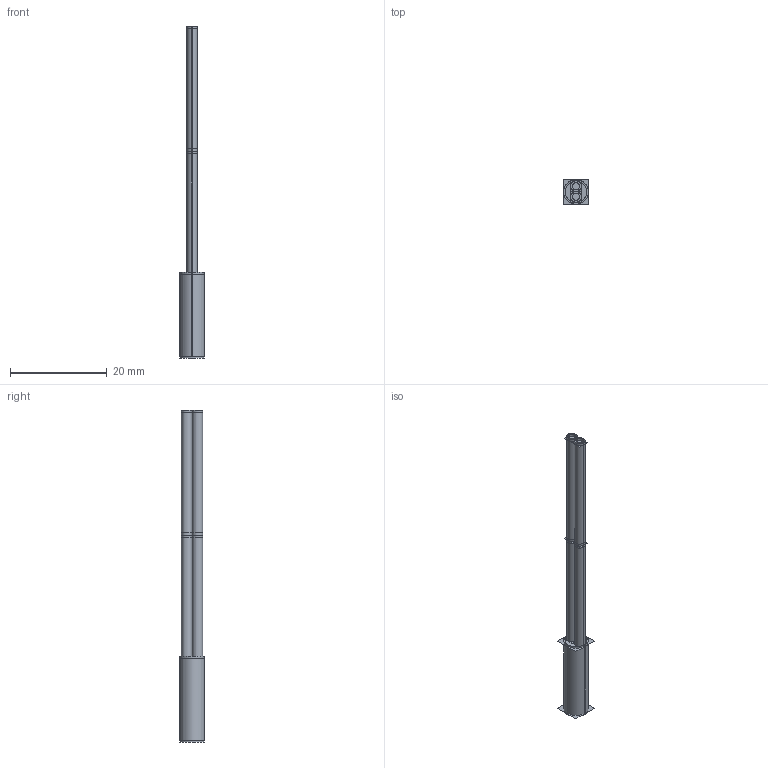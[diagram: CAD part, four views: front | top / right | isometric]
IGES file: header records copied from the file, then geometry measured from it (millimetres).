
Start section:  PTC IGES file: 176179.igs
Global section: file name: 176179.igs; native system: Creo Parametric by Parametric Technology Corporation; preprocessor: 2013230; author: pdmadmin; organization: Unknown; date: 20160105.131017; units: inch
Bounding box: 5.29 x 5.28 x 68.67 mm (x, y, z)
Volume: 369 mm3; surface area: 7290.9 mm2
Topology: 7 solids, 7 shells, 84 faces, 384 edges, 492 vertices
Faces by surface type: revolution 56, bspline 28
